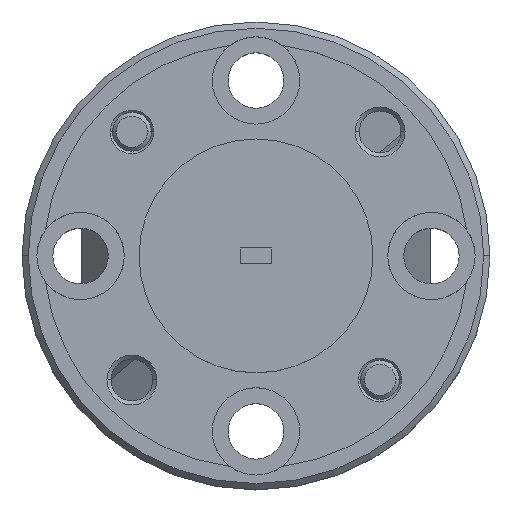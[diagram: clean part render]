
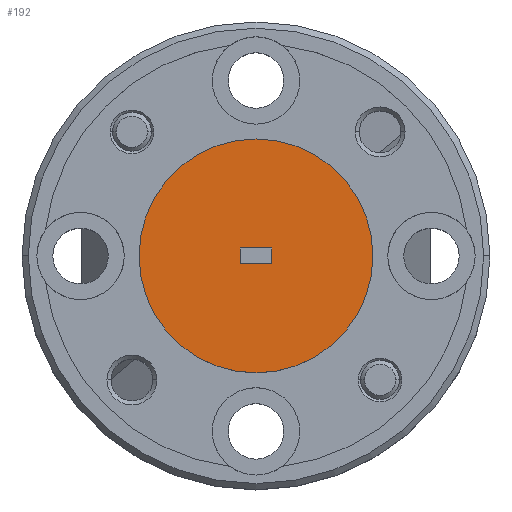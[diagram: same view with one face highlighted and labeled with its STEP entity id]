
A CAD part, top view. The second image highlights one B-rep face of the part: STEP entity #192.
In plain terms, the highlighted planar face has unit normal (0, 0, 1).
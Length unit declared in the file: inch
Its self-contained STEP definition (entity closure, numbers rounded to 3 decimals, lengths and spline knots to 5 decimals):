
#6 = CIRCLE ( 'NONE', #2122, 0.1875 ) ;
#188 = CARTESIAN_POINT ( 'NONE',  ( 0.1875, 0., 0. ) ) ;
#192 = ADVANCED_FACE ( 'NONE', ( #1991, #936 ), #2396, .T. ) ;
#328 = VERTEX_POINT ( 'NONE', #1210 ) ;
#361 = EDGE_CURVE ( 'NONE', #2204, #328, #2017, .T. ) ;
#408 = ORIENTED_EDGE ( 'NONE', *, *, #361, .F. ) ;
#442 = CARTESIAN_POINT ( 'NONE',  ( -0.0255, -0.01275, 0. ) ) ;
#454 = VECTOR ( 'NONE', #1222, 39.37008 ) ;
#470 = VECTOR ( 'NONE', #1456, 39.37008 ) ;
#516 = VECTOR ( 'NONE', #2129, 39.37008 ) ;
#582 = EDGE_LOOP ( 'NONE', ( #845, #620 ) ) ;
#620 = ORIENTED_EDGE ( 'NONE', *, *, #1440, .T. ) ;
#624 = DIRECTION ( 'NONE',  ( 0., -1., 0. ) ) ;
#640 = DIRECTION ( 'NONE',  ( 1., 0., 0. ) ) ;
#646 = CARTESIAN_POINT ( 'NONE',  ( -0.0255, 0.01275, 0. ) ) ;
#814 = VECTOR ( 'NONE', #624, 39.37008 ) ;
#845 = ORIENTED_EDGE ( 'NONE', *, *, #1952, .T. ) ;
#859 = VERTEX_POINT ( 'NONE', #442 ) ;
#936 = FACE_OUTER_BOUND ( 'NONE', #582, .T. ) ;
#1028 = CARTESIAN_POINT ( 'NONE',  ( 0., 0., 0. ) ) ;
#1047 = LINE ( 'NONE', #1204, #814 ) ;
#1069 = CARTESIAN_POINT ( 'NONE',  ( 0.0255, 0.01275, 0. ) ) ;
#1089 = CARTESIAN_POINT ( 'NONE',  ( -0.0255, -0.01275, 0. ) ) ;
#1204 = CARTESIAN_POINT ( 'NONE',  ( -0.0255, 0.01275, 0. ) ) ;
#1210 = CARTESIAN_POINT ( 'NONE',  ( -0.0255, 0.01275, 0. ) ) ;
#1222 = DIRECTION ( 'NONE',  ( 0., 1., 0. ) ) ;
#1235 = DIRECTION ( 'NONE',  ( 0., 0., 1. ) ) ;
#1248 = DIRECTION ( 'NONE',  ( 1., 0., 0. ) ) ;
#1258 = ORIENTED_EDGE ( 'NONE', *, *, #1687, .F. ) ;
#1277 = CIRCLE ( 'NONE', #1961, 0.1875 ) ;
#1335 = DIRECTION ( 'NONE',  ( 1., 0., 0. ) ) ;
#1401 = LINE ( 'NONE', #1069, #454 ) ;
#1440 = EDGE_CURVE ( 'NONE', #2086, #1964, #6, .T. ) ;
#1443 = EDGE_LOOP ( 'NONE', ( #1767, #1258, #2030, #408 ) ) ;
#1456 = DIRECTION ( 'NONE',  ( -1., 0., 0. ) ) ;
#1514 = LINE ( 'NONE', #1089, #516 ) ;
#1567 = CARTESIAN_POINT ( 'NONE',  ( 0.0255, -0.01275, 0. ) ) ;
#1608 = AXIS2_PLACEMENT_3D ( 'NONE', #2178, #1756, #1335 ) ;
#1687 = EDGE_CURVE ( 'NONE', #859, #1771, #1514, .T. ) ;
#1755 = CARTESIAN_POINT ( 'NONE',  ( -0.1875, 0., 0. ) ) ;
#1756 = DIRECTION ( 'NONE',  ( 0., 0., 1. ) ) ;
#1767 = ORIENTED_EDGE ( 'NONE', *, *, #2317, .F. ) ;
#1771 = VERTEX_POINT ( 'NONE', #1567 ) ;
#1795 = CARTESIAN_POINT ( 'NONE',  ( 0.0255, 0.01275, 0. ) ) ;
#1839 = CARTESIAN_POINT ( 'NONE',  ( 0., 0., 0. ) ) ;
#1952 = EDGE_CURVE ( 'NONE', #1964, #2086, #1277, .T. ) ;
#1961 = AXIS2_PLACEMENT_3D ( 'NONE', #1839, #1235, #1248 ) ;
#1964 = VERTEX_POINT ( 'NONE', #188 ) ;
#1991 = FACE_BOUND ( 'NONE', #1443, .T. ) ;
#2001 = EDGE_CURVE ( 'NONE', #328, #859, #1047, .T. ) ;
#2017 = LINE ( 'NONE', #646, #470 ) ;
#2030 = ORIENTED_EDGE ( 'NONE', *, *, #2001, .F. ) ;
#2086 = VERTEX_POINT ( 'NONE', #1755 ) ;
#2122 = AXIS2_PLACEMENT_3D ( 'NONE', #1028, #2441, #640 ) ;
#2129 = DIRECTION ( 'NONE',  ( 1., 0., 0. ) ) ;
#2178 = CARTESIAN_POINT ( 'NONE',  ( 0., 0., 0. ) ) ;
#2204 = VERTEX_POINT ( 'NONE', #1795 ) ;
#2317 = EDGE_CURVE ( 'NONE', #1771, #2204, #1401, .T. ) ;
#2396 = PLANE ( 'NONE',  #1608 ) ;
#2441 = DIRECTION ( 'NONE',  ( 0., 0., 1. ) ) ;
